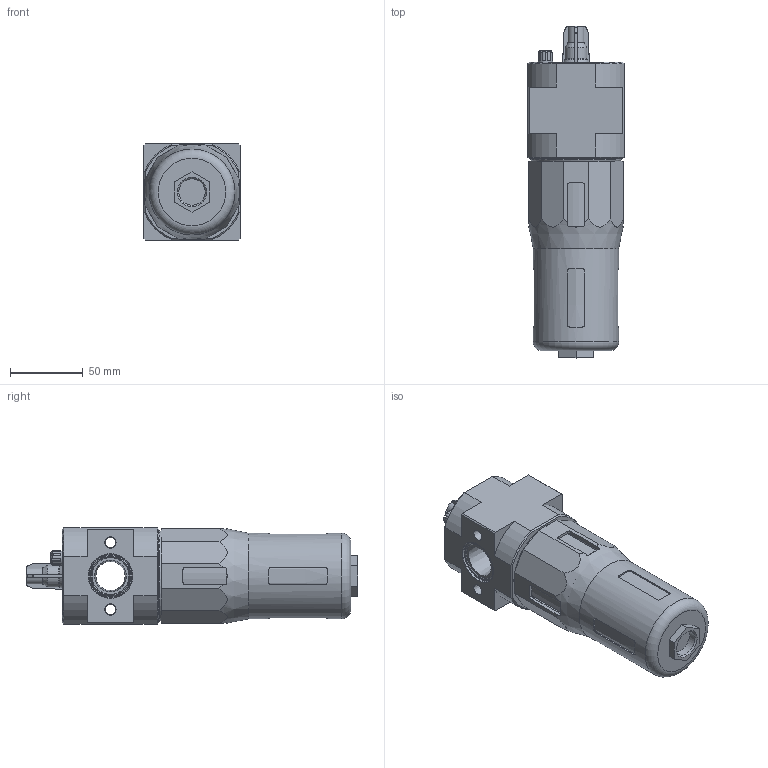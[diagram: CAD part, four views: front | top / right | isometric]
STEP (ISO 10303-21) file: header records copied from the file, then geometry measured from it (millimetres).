
FILE_DESCRIPTION(/* description */ ('STEP AP214'),/* implementation_level */ '2;1');
FILE_NAME(/* name */ '546517_LOE-D-MAXI-U',/* time_stamp */ '2024-09-04T19:21:33+02:00',/* author */ ('License CC BY-ND 4.0'),/* organization */ ('CADENAS'),/* preprocessor_version */ 'ST-DEVELOPER v19.3',/* originating_system */ 'PARTsolutions',/* authorisation */ ' ');
FILE_SCHEMA (('AUTOMOTIVE_DESIGN {1 0 10303 214 3 1 1}'));
Length unit declared in the file: millimetre
Products named in the file (2): 546517 LOE-D-MAXI-U; 396443 LOE-D-MAXI
Assembly tree (1 placements, depth 2):
  546517 LOE-D-MAXI-U
    396443 LOE-D-MAXI
Bounding box: 66 x 228 x 66 mm (x, y, z)
Volume: 600541.1 mm3; surface area: 101160.1 mm2
Topology: 1 solids, 1 shells, 334 faces, 943 edges, 608 vertices
Faces by surface type: plane 172, cylinder 84, cone 47, torus 31
Full cylindrical faces by diameter (mm): 3.2 x1, 3.6 x1, 3.8 x1, 10 x1, 18 x1, 23 x1, 30 x2, 56.8 x1, 58.8 x1, 61.2 x1, 62 x1
Entity records: 13208 total; most frequent: CARTESIAN_POINT 2518, ORIENTED_EDGE 1768, DIRECTION 1642, EDGE_CURVE 884, AXIS2_PLACEMENT_3D 618, VERTEX_POINT 594, EDGE_LOOP 422, FACE_BOUND 422
